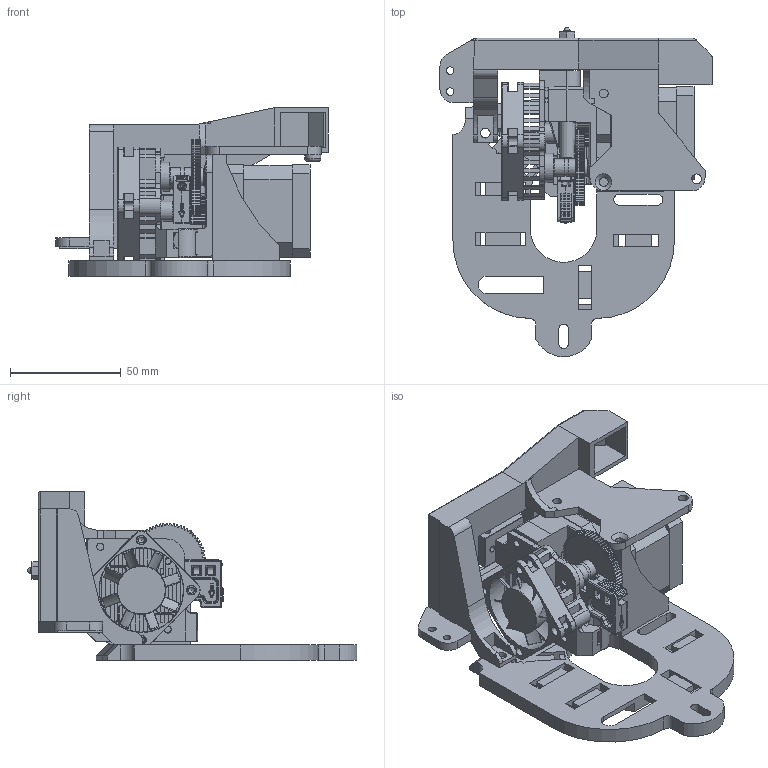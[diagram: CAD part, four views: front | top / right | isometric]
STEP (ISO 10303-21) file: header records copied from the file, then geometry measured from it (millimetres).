
FILE_DESCRIPTION(('FreeCAD Model'),'2;1');
FILE_NAME('angelfish.step','2018-08-02T13:07:30',( 'Author'),(''),'Open CASCADE STEP processor 6.9','FreeCAD','Unknown' );
FILE_SCHEMA(('AUTOMOTIVE_DESIGN { 1 0 10303 214 1 1 1 1 }'));
Length unit declared in the file: millimetre
Products named in the file (3): Extruder_mount_v3_01; titan_assembly_2_mirror_sideways_block_01; Chamfer004002
Bounding box: 122.9 x 148.66 x 76.28 mm (x, y, z)
Volume: 96143.7 mm3; surface area: 111813.4 mm2
Topology: 2 solids, 20 shells, 2535 faces, 6633 edges, 4166 vertices
Faces by surface type: plane 957, cylinder 954, bspline 246, torus 194, cone 101, sphere 81, extrusion 2
Full cylindrical faces by diameter (mm): 0.5 x1, 2.459 x1, 2.95 x1, 3 x11, 3.1 x2, 3.2 x3, 3.3 x4, 3.4 x3, 4 x8, 4.4 x6, 4.5 x1, 4.7 x2, 4.8 x1, 4.95 x2, 5 x7, 5.05 x1, 5.5 x3, 6 x5, 6.8 x1, 7 x1, 7.323 x1, 8 x3, 8.6 x1, 9 x2, 13 x1, 22 x3, 27 x1, 30 x1, 38 x1
Entity records: 217090 total; most frequent: CARTESIAN_POINT 89975, DIRECTION 22583, ORIENTED_EDGE 13230, PCURVE 13230, DEFINITIONAL_REPRESENTATION 13230, VECTOR 12052, LINE 12050, EDGE_CURVE 6615
